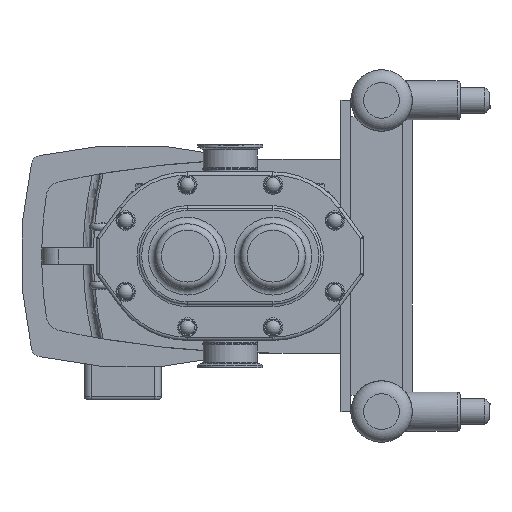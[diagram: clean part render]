
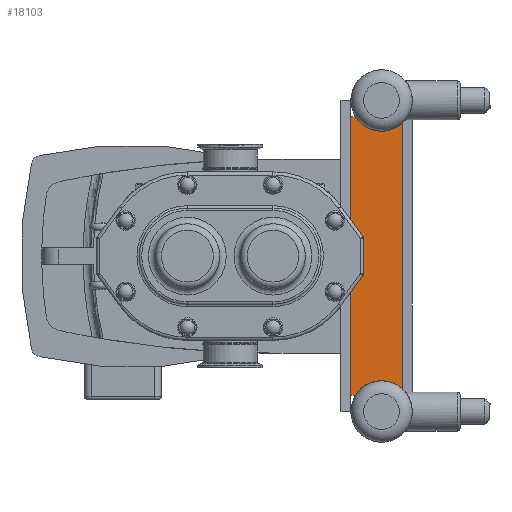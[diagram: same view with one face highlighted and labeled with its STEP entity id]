
A CAD part, left-side view. The second image highlights one B-rep face of the part: STEP entity #18103.
In plain terms, the highlighted planar face has unit normal (-1, 0, 0).
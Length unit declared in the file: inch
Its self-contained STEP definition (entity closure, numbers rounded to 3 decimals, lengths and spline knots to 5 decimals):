
#772=CIRCLE('',#19319,1.19);
#773=CIRCLE('',#19320,1.19);
#1974=PLANE('',#19318);
#2582=FACE_OUTER_BOUND('',#3659,.T.);
#3659=EDGE_LOOP('',(#13450,#13451,#13452,#13453,#13454,#13455));
#4975=LINE('',#28835,#6324);
#4976=LINE('',#28838,#6325);
#4977=LINE('',#28842,#6326);
#4978=LINE('',#28845,#6327);
#6324=VECTOR('',#22234,0.3937);
#6325=VECTOR('',#22237,0.3937);
#6326=VECTOR('',#22240,0.3937);
#6327=VECTOR('',#22243,0.3937);
#7905=VERTEX_POINT('',#28828);
#7907=VERTEX_POINT('',#28833);
#7908=VERTEX_POINT('',#28837);
#7909=VERTEX_POINT('',#28839);
#7910=VERTEX_POINT('',#28841);
#7911=VERTEX_POINT('',#28843);
#9970=EDGE_CURVE('',#7905,#7907,#4975,.T.);
#9971=EDGE_CURVE('',#7907,#7908,#4976,.T.);
#9972=EDGE_CURVE('',#7908,#7909,#772,.T.);
#9973=EDGE_CURVE('',#7909,#7910,#4977,.T.);
#9974=EDGE_CURVE('',#7910,#7911,#773,.T.);
#9975=EDGE_CURVE('',#7911,#7905,#4978,.T.);
#13450=ORIENTED_EDGE('',*,*,#9970,.T.);
#13451=ORIENTED_EDGE('',*,*,#9971,.T.);
#13452=ORIENTED_EDGE('',*,*,#9972,.T.);
#13453=ORIENTED_EDGE('',*,*,#9973,.T.);
#13454=ORIENTED_EDGE('',*,*,#9974,.T.);
#13455=ORIENTED_EDGE('',*,*,#9975,.T.);
#18103=ADVANCED_FACE('',(#2582),#1974,.T.);
#19318=AXIS2_PLACEMENT_3D('',#28836,#22235,#22236);
#19319=AXIS2_PLACEMENT_3D('',#28840,#22238,#22239);
#19320=AXIS2_PLACEMENT_3D('',#28844,#22241,#22242);
#22234=DIRECTION('',(0.,0.,-1.));
#22235=DIRECTION('center_axis',(-1.,0.,0.));
#22236=DIRECTION('ref_axis',(0.,0.,
1.));
#22237=DIRECTION('',(0.,-1.,0.));
#22238=DIRECTION('center_axis',(1.,0.,0.));
#22239=DIRECTION('ref_axis',(0.,-0.681,0.733));
#22240=DIRECTION('',(0.,0.,1.));
#22241=DIRECTION('center_axis',(1.,0.,0.));
#22242=DIRECTION('ref_axis',(0.,0.854,-0.521));
#22243=DIRECTION('',(0.,1.,0.));
#28828=CARTESIAN_POINT('',(5.956,-4.65025,5.385));
#28833=CARTESIAN_POINT('',(5.956,-4.65025,-5.365));
#28835=CARTESIAN_POINT('',(5.956,-4.65025,0.00642));
#28836=CARTESIAN_POINT('Origin',(5.956,-5.6209,0.00784));
#28837=CARTESIAN_POINT('',(5.956,-4.8282,-5.365));
#28838=CARTESIAN_POINT('',(5.956,-4.8282,-5.365));
#28839=CARTESIAN_POINT('',(5.956,-6.64775,-5.12322));
#28840=CARTESIAN_POINT('Origin',(5.956,-5.83775,-5.995));
#28841=CARTESIAN_POINT('',(5.956,-6.64775,5.13322));
#28842=CARTESIAN_POINT('',(5.956,-6.64775,5.13322));
#28843=CARTESIAN_POINT('',(5.956,-4.82202,5.385));
#28844=CARTESIAN_POINT('Origin',(5.956,-5.83775,6.005));
#28845=CARTESIAN_POINT('',(5.956,-4.64775,5.385));
